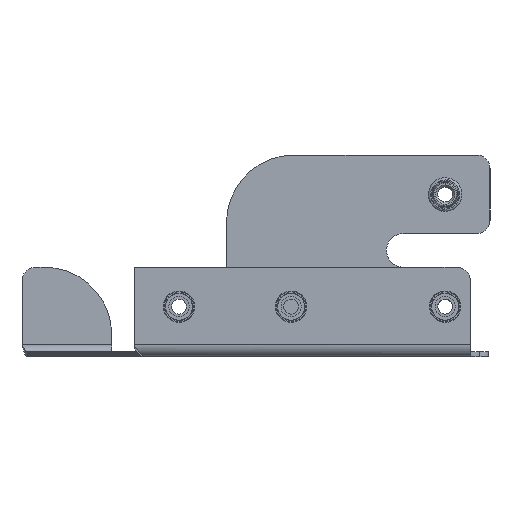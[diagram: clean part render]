
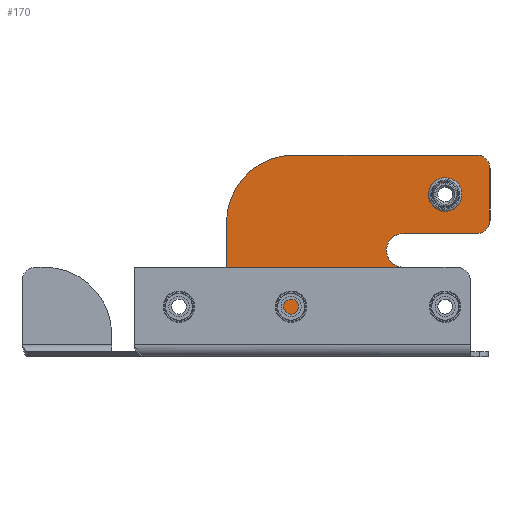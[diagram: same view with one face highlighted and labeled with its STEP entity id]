
A CAD part, front view. The second image highlights one B-rep face of the part: STEP entity #170.
In plain terms, the highlighted planar face has unit normal (0, -1, 0).
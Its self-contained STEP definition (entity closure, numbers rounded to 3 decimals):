
#10 = VERTEX_POINT ( 'NONE', #3093 ) ;
#64 = CARTESIAN_POINT ( 'NONE',  ( 10., 156.8, -69.35 ) ) ;
#118 = AXIS2_PLACEMENT_3D ( 'NONE', #556, #870, #571 ) ;
#158 = CARTESIAN_POINT ( 'NONE',  ( 1.5, 156.8, -75. ) ) ;
#170 = ADVANCED_FACE ( 'NONE', ( #217, #3561, #970 ), #915, .F. ) ;
#183 = DIRECTION ( 'NONE',  ( 0., 0., -1. ) ) ;
#217 = FACE_BOUND ( 'NONE', #3000, .T. ) ;
#270 = CARTESIAN_POINT ( 'NONE',  ( 18.8, 156.8, -60. ) ) ;
#321 = VECTOR ( 'NONE', #3766, 1000. ) ;
#366 = ORIENTED_EDGE ( 'NONE', *, *, #744, .T. ) ;
#375 = EDGE_CURVE ( 'NONE', #3318, #3409, #3772, .T. ) ;
#428 = LINE ( 'NONE', #815, #3460 ) ;
#434 = LINE ( 'NONE', #1552, #3465 ) ;
#442 = DIRECTION ( 'NONE',  ( -1., 0., 0. ) ) ;
#447 = CIRCLE ( 'NONE', #760, 3.05 ) ;
#449 = CARTESIAN_POINT ( 'NONE',  ( 43.8, 156.8, -35.6 ) ) ;
#485 = EDGE_LOOP ( 'NONE', ( #366, #1254, #3353, #1816, #3003, #2026, #2750, #958, #615, #1983, #2499, #4163 ) ) ;
#553 = VERTEX_POINT ( 'NONE', #3049 ) ;
#556 = CARTESIAN_POINT ( 'NONE',  ( 0., 156.8, 0. ) ) ;
#564 = EDGE_CURVE ( 'NONE', #1450, #604, #2056, .T. ) ;
#571 = DIRECTION ( 'NONE',  ( -1., 0., 0. ) ) ;
#574 = EDGE_CURVE ( 'NONE', #3364, #3171, #3457, .T. ) ;
#604 = VERTEX_POINT ( 'NONE', #158 ) ;
#612 = DIRECTION ( 'NONE',  ( 1., 0., 0. ) ) ;
#615 = ORIENTED_EDGE ( 'NONE', *, *, #1814, .T. ) ;
#619 = DIRECTION ( 'NONE',  ( -1., 0., 0. ) ) ;
#682 = DIRECTION ( 'NONE',  ( 0., -1., 0. ) ) ;
#702 = LINE ( 'NONE', #3464, #2012 ) ;
#744 = EDGE_CURVE ( 'NONE', #1245, #3373, #2477, .T. ) ;
#760 = AXIS2_PLACEMENT_3D ( 'NONE', #1972, #682, #2969 ) ;
#774 = DIRECTION ( 'NONE',  ( 0., 1., 0. ) ) ;
#780 = AXIS2_PLACEMENT_3D ( 'NONE', #4120, #4085, #442 ) ;
#815 = CARTESIAN_POINT ( 'NONE',  ( 18.8, 156.8, -75. ) ) ;
#870 = DIRECTION ( 'NONE',  ( 0., 1., 0. ) ) ;
#885 = DIRECTION ( 'NONE',  ( 0., 0., 1. ) ) ;
#886 = CIRCLE ( 'NONE', #780, 3. ) ;
#900 = CARTESIAN_POINT ( 'NONE',  ( 35., 156.8, -69.35 ) ) ;
#915 = PLANE ( 'NONE',  #118 ) ;
#958 = ORIENTED_EDGE ( 'NONE', *, *, #1392, .T. ) ;
#970 = FACE_OUTER_BOUND ( 'NONE', #485, .T. ) ;
#1075 = DIRECTION ( 'NONE',  ( 0., 0., 1. ) ) ;
#1082 = VERTEX_POINT ( 'NONE', #3986 ) ;
#1096 = CARTESIAN_POINT ( 'NONE',  ( 26.3, 156.8, -60. ) ) ;
#1144 = EDGE_CURVE ( 'NONE', #553, #1082, #3838, .T. ) ;
#1189 = DIRECTION ( 'NONE',  ( -1., 0., 0. ) ) ;
#1191 = DIRECTION ( 'NONE',  ( 0., 1., 0. ) ) ;
#1193 = EDGE_CURVE ( 'NONE', #3812, #2776, #886, .T. ) ;
#1229 = ORIENTED_EDGE ( 'NONE', *, *, #3893, .F. ) ;
#1237 = CARTESIAN_POINT ( 'NONE',  ( 18.8, 156.8, -20.6 ) ) ;
#1245 = VERTEX_POINT ( 'NONE', #2877 ) ;
#1254 = ORIENTED_EDGE ( 'NONE', *, *, #1290, .T. ) ;
#1286 = EDGE_CURVE ( 'NONE', #2645, #2776, #434, .T. ) ;
#1290 = EDGE_CURVE ( 'NONE', #3373, #2645, #2064, .T. ) ;
#1297 = CARTESIAN_POINT ( 'NONE',  ( 35., 156.8, -72.4 ) ) ;
#1306 = ORIENTED_EDGE ( 'NONE', *, *, #1896, .F. ) ;
#1392 = EDGE_CURVE ( 'NONE', #2929, #2392, #1452, .T. ) ;
#1450 = VERTEX_POINT ( 'NONE', #2920 ) ;
#1452 = CIRCLE ( 'NONE', #3875, 15. ) ;
#1552 = CARTESIAN_POINT ( 'NONE',  ( 26.3, 156.8, -75. ) ) ;
#1573 = DIRECTION ( 'NONE',  ( 0., -1., 0. ) ) ;
#1575 = VECTOR ( 'NONE', #3693, 1000. ) ;
#1579 = DIRECTION ( 'NONE',  ( -1., 0., 0. ) ) ;
#1665 = AXIS2_PLACEMENT_3D ( 'NONE', #3223, #2578, #1189 ) ;
#1735 = LINE ( 'NONE', #2057, #1575 ) ;
#1784 = EDGE_CURVE ( 'NONE', #604, #10, #428, .T. ) ;
#1787 = CARTESIAN_POINT ( 'NONE',  ( 1.5, 156.8, -20.6 ) ) ;
#1814 = EDGE_CURVE ( 'NONE', #2392, #1450, #702, .T. ) ;
#1816 = ORIENTED_EDGE ( 'NONE', *, *, #1193, .F. ) ;
#1835 = DIRECTION ( 'NONE',  ( 1., 0., 0. ) ) ;
#1864 = CIRCLE ( 'NONE', #1665, 3.05 ) ;
#1896 = EDGE_CURVE ( 'NONE', #3409, #3318, #1864, .T. ) ;
#1897 = DIRECTION ( 'NONE',  ( -1., 0., 0. ) ) ;
#1936 = ORIENTED_EDGE ( 'NONE', *, *, #375, .F. ) ;
#1972 = CARTESIAN_POINT ( 'NONE',  ( 10., 156.8, -69.35 ) ) ;
#1976 = ORIENTED_EDGE ( 'NONE', *, *, #574, .F. ) ;
#1983 = ORIENTED_EDGE ( 'NONE', *, *, #564, .T. ) ;
#1999 = EDGE_CURVE ( 'NONE', #1245, #10, #3659, .T. ) ;
#2012 = VECTOR ( 'NONE', #1579, 1000. ) ;
#2026 = ORIENTED_EDGE ( 'NONE', *, *, #1144, .F. ) ;
#2056 = LINE ( 'NONE', #1787, #321 ) ;
#2057 = CARTESIAN_POINT ( 'NONE',  ( 26.3, 156.8, -79.35 ) ) ;
#2064 = CIRCLE ( 'NONE', #3114, 3.75 ) ;
#2137 = LINE ( 'NONE', #3422, #3585 ) ;
#2377 = EDGE_LOOP ( 'NONE', ( #1936, #1306 ) ) ;
#2392 = VERTEX_POINT ( 'NONE', #3383 ) ;
#2436 = CARTESIAN_POINT ( 'NONE',  ( 40.8, 156.8, -76.35 ) ) ;
#2477 = LINE ( 'NONE', #1237, #3245 ) ;
#2499 = ORIENTED_EDGE ( 'NONE', *, *, #1784, .T. ) ;
#2520 = CARTESIAN_POINT ( 'NONE',  ( 22.55, 156.8, -60. ) ) ;
#2578 = DIRECTION ( 'NONE',  ( 0., -1., 0. ) ) ;
#2627 = DIRECTION ( 'NONE',  ( 0., 1., 0. ) ) ;
#2645 = VERTEX_POINT ( 'NONE', #1096 ) ;
#2750 = ORIENTED_EDGE ( 'NONE', *, *, #3503, .T. ) ;
#2760 = CARTESIAN_POINT ( 'NONE',  ( 10., 156.8, -66.3 ) ) ;
#2776 = VERTEX_POINT ( 'NONE', #3301 ) ;
#2877 = CARTESIAN_POINT ( 'NONE',  ( 18.8, 156.8, -72. ) ) ;
#2920 = CARTESIAN_POINT ( 'NONE',  ( 1.5, 156.8, -20.6 ) ) ;
#2929 = VERTEX_POINT ( 'NONE', #449 ) ;
#2969 = DIRECTION ( 'NONE',  ( -1., 0., 0. ) ) ;
#3000 = EDGE_LOOP ( 'NONE', ( #1976, #1229 ) ) ;
#3003 = ORIENTED_EDGE ( 'NONE', *, *, #4128, .T. ) ;
#3049 = CARTESIAN_POINT ( 'NONE',  ( 43.8, 156.8, -76.35 ) ) ;
#3093 = CARTESIAN_POINT ( 'NONE',  ( 15.8, 156.8, -75. ) ) ;
#3114 = AXIS2_PLACEMENT_3D ( 'NONE', #2520, #1191, #4199 ) ;
#3171 = VERTEX_POINT ( 'NONE', #2760 ) ;
#3223 = CARTESIAN_POINT ( 'NONE',  ( 35., 156.8, -69.35 ) ) ;
#3245 = VECTOR ( 'NONE', #885, 1000. ) ;
#3261 = CARTESIAN_POINT ( 'NONE',  ( 28.8, 156.8, -35.6 ) ) ;
#3301 = CARTESIAN_POINT ( 'NONE',  ( 26.3, 156.8, -76.35 ) ) ;
#3318 = VERTEX_POINT ( 'NONE', #1297 ) ;
#3353 = ORIENTED_EDGE ( 'NONE', *, *, #1286, .T. ) ;
#3362 = AXIS2_PLACEMENT_3D ( 'NONE', #2436, #774, #3470 ) ;
#3364 = VERTEX_POINT ( 'NONE', #3886 ) ;
#3373 = VERTEX_POINT ( 'NONE', #270 ) ;
#3383 = CARTESIAN_POINT ( 'NONE',  ( 28.8, 156.8, -20.6 ) ) ;
#3409 = VERTEX_POINT ( 'NONE', #3611 ) ;
#3422 = CARTESIAN_POINT ( 'NONE',  ( 43.8, 156.8, -35.6 ) ) ;
#3443 = DIRECTION ( 'NONE',  ( 0., -1., 0. ) ) ;
#3457 = CIRCLE ( 'NONE', #3672, 3.05 ) ;
#3460 = VECTOR ( 'NONE', #1835, 1000. ) ;
#3464 = CARTESIAN_POINT ( 'NONE',  ( 0., 156.8, -20.6 ) ) ;
#3465 = VECTOR ( 'NONE', #183, 1000. ) ;
#3470 = DIRECTION ( 'NONE',  ( -1., 0., 0. ) ) ;
#3503 = EDGE_CURVE ( 'NONE', #553, #2929, #2137, .T. ) ;
#3558 = CARTESIAN_POINT ( 'NONE',  ( 29.3, 156.8, -79.35 ) ) ;
#3561 = FACE_BOUND ( 'NONE', #2377, .T. ) ;
#3579 = DIRECTION ( 'NONE',  ( 0., -1., 0. ) ) ;
#3585 = VECTOR ( 'NONE', #1075, 1000. ) ;
#3611 = CARTESIAN_POINT ( 'NONE',  ( 35., 156.8, -66.3 ) ) ;
#3659 = CIRCLE ( 'NONE', #4072, 3. ) ;
#3672 = AXIS2_PLACEMENT_3D ( 'NONE', #64, #3443, #3718 ) ;
#3693 = DIRECTION ( 'NONE',  ( 1., 0., 0. ) ) ;
#3705 = AXIS2_PLACEMENT_3D ( 'NONE', #900, #1573, #1897 ) ;
#3718 = DIRECTION ( 'NONE',  ( -1., 0., 0. ) ) ;
#3766 = DIRECTION ( 'NONE',  ( 0., 0., -1. ) ) ;
#3772 = CIRCLE ( 'NONE', #3705, 3.05 ) ;
#3812 = VERTEX_POINT ( 'NONE', #3558 ) ;
#3838 = CIRCLE ( 'NONE', #3362, 3. ) ;
#3875 = AXIS2_PLACEMENT_3D ( 'NONE', #3261, #3579, #612 ) ;
#3886 = CARTESIAN_POINT ( 'NONE',  ( 10., 156.8, -72.4 ) ) ;
#3893 = EDGE_CURVE ( 'NONE', #3171, #3364, #447, .T. ) ;
#3940 = CARTESIAN_POINT ( 'NONE',  ( 15.8, 156.8, -72. ) ) ;
#3986 = CARTESIAN_POINT ( 'NONE',  ( 40.8, 156.8, -79.35 ) ) ;
#4072 = AXIS2_PLACEMENT_3D ( 'NONE', #3940, #2627, #619 ) ;
#4085 = DIRECTION ( 'NONE',  ( 0., 1., 0. ) ) ;
#4120 = CARTESIAN_POINT ( 'NONE',  ( 29.3, 156.8, -76.35 ) ) ;
#4128 = EDGE_CURVE ( 'NONE', #3812, #1082, #1735, .T. ) ;
#4163 = ORIENTED_EDGE ( 'NONE', *, *, #1999, .F. ) ;
#4199 = DIRECTION ( 'NONE',  ( -1., 0., 0. ) ) ;
